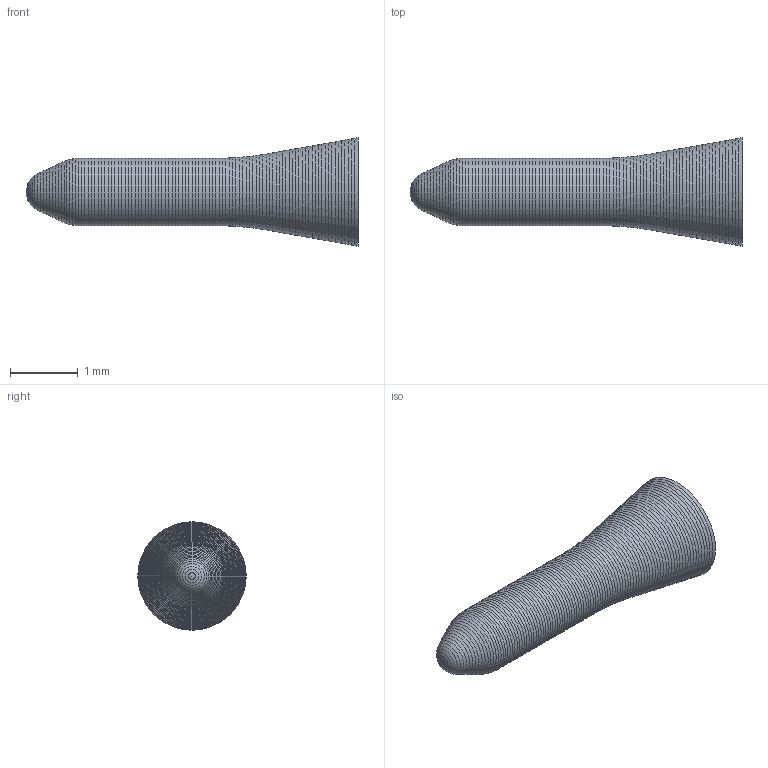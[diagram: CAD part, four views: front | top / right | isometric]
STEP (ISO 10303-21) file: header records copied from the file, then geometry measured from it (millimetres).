
FILE_DESCRIPTION(('Open CASCADE Model'),'2;1');
FILE_NAME('Open CASCADE Shape Model','2024-08-07T15:43:30',('Author'),( 'Open CASCADE'),'Open CASCADE STEP processor 7.1','Open CASCADE 7.1' ,'Unknown');
FILE_SCHEMA(('AUTOMOTIVE_DESIGN { 1 0 10303 214 1 1 1 1 }'));
Length unit declared in the file: metre
Products named in the file (1): Open CASCADE STEP translator 7.1 1
Bounding box: 4.9 x 1.6 x 1.6 mm (x, y, z)
Volume: 4.6 mm3; surface area: 18.7 mm2
Topology: 1 solids, 1 shells, 121 faces, 226 edges, 121 vertices
Faces by surface type: cone 64, cylinder 41, plane 16
Full cylindrical faces by diameter (mm): 1 x41
Entity records: 5878 total; most frequent: DIRECTION 1039, CARTESIAN_POINT 918, LINE 524, VECTOR 524, ORIENTED_EDGE 450, PCURVE 450, DEFINITIONAL_REPRESENTATION 450, AXIS2_PLACEMENT_3D 242
